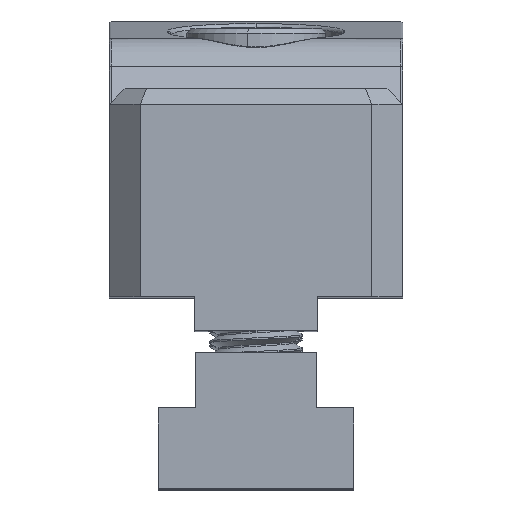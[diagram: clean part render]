
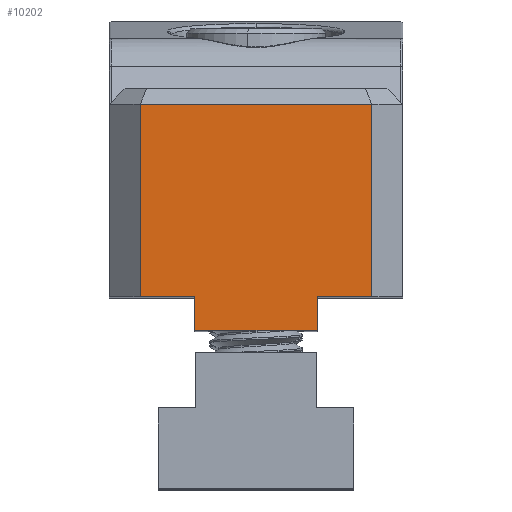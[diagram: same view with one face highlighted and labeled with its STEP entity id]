
A CAD part, top view. The second image highlights one B-rep face of the part: STEP entity #10202.
In plain terms, the highlighted planar face has unit normal (0, 0, 1).
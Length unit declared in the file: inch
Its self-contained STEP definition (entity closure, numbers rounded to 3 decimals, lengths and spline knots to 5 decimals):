
#11 = DIRECTION ( 'NONE',  ( 0., -1., 0. ) ) ;
#23 = VECTOR ( 'NONE', #9191, 39.37008 ) ;
#444 = CARTESIAN_POINT ( 'NONE',  ( 0.59127, 1.06299, 1.875 ) ) ;
#501 = CARTESIAN_POINT ( 'NONE',  ( 0., 0., 1.875 ) ) ;
#683 = VERTEX_POINT ( 'NONE', #5954 ) ;
#1452 = DIRECTION ( 'NONE',  ( -1., 0., 0. ) ) ;
#2005 = DIRECTION ( 'NONE',  ( 0., 1., 0. ) ) ;
#2016 = ORIENTED_EDGE ( 'NONE', *, *, #4248, .F. ) ;
#2094 = AXIS2_PLACEMENT_3D ( 'NONE', #501, #12894, #3627 ) ;
#2518 = LINE ( 'NONE', #444, #6128 ) ;
#2885 = VECTOR ( 'NONE', #1452, 39.37008 ) ;
#2987 = EDGE_CURVE ( 'NONE', #17085, #19312, #19738, .T. ) ;
#2988 = VECTOR ( 'NONE', #4769, 39.37008 ) ;
#3349 = LINE ( 'NONE', #4515, #2885 ) ;
#3627 = DIRECTION ( 'NONE',  ( -1., 0., 0. ) ) ;
#3686 = CARTESIAN_POINT ( 'NONE',  ( -0.3115, -0.17201, 1.875 ) ) ;
#3766 = EDGE_CURVE ( 'NONE', #10210, #18330, #7342, .T. ) ;
#3903 = VERTEX_POINT ( 'NONE', #3686 ) ;
#4248 = EDGE_CURVE ( 'NONE', #3903, #683, #14888, .T. ) ;
#4303 = CARTESIAN_POINT ( 'NONE',  ( 0.74875, 0., 1.875 ) ) ;
#4310 = ORIENTED_EDGE ( 'NONE', *, *, #7978, .T. ) ;
#4515 = CARTESIAN_POINT ( 'NONE',  ( -0.3115, 0., 1.875 ) ) ;
#4769 = DIRECTION ( 'NONE',  ( -1., 0., 0. ) ) ;
#5246 = ORIENTED_EDGE ( 'NONE', *, *, #2987, .F. ) ;
#5954 = CARTESIAN_POINT ( 'NONE',  ( -0.3115, 0., 1.875 ) ) ;
#5966 = VECTOR ( 'NONE', #11, 39.37008 ) ;
#6072 = CARTESIAN_POINT ( 'NONE',  ( -0.3115, -0.17201, 1.875 ) ) ;
#6128 = VECTOR ( 'NONE', #2005, 39.37008 ) ;
#6955 = EDGE_CURVE ( 'NONE', #8313, #3903, #19456, .T. ) ;
#7199 = CARTESIAN_POINT ( 'NONE',  ( 0.59127, 0., 1.875 ) ) ;
#7295 = LINE ( 'NONE', #18518, #23 ) ;
#7342 = LINE ( 'NONE', #14555, #8276 ) ;
#7936 = VERTEX_POINT ( 'NONE', #13782 ) ;
#7978 = EDGE_CURVE ( 'NONE', #18330, #7936, #7295, .T. ) ;
#8276 = VECTOR ( 'NONE', #16101, 39.37008 ) ;
#8313 = VERTEX_POINT ( 'NONE', #13558 ) ;
#8467 = FACE_OUTER_BOUND ( 'NONE', #15679, .T. ) ;
#8481 = CARTESIAN_POINT ( 'NONE',  ( 0.3115, 0., 1.875 ) ) ;
#9191 = DIRECTION ( 'NONE',  ( 0., -1., 0. ) ) ;
#9736 = ORIENTED_EDGE ( 'NONE', *, *, #13608, .F. ) ;
#10202 = ADVANCED_FACE ( 'NONE', ( #8467 ), #19059, .F. ) ;
#10210 = VERTEX_POINT ( 'NONE', #14404 ) ;
#10890 = CARTESIAN_POINT ( 'NONE',  ( 0.3115, -0.17201, 1.875 ) ) ;
#11284 = EDGE_CURVE ( 'NONE', #683, #7936, #3349, .T. ) ;
#11464 = VECTOR ( 'NONE', #13511, 39.37008 ) ;
#12334 = ORIENTED_EDGE ( 'NONE', *, *, #6955, .F. ) ;
#12894 = DIRECTION ( 'NONE',  ( 0., 0., -1. ) ) ;
#13511 = DIRECTION ( 'NONE',  ( -1., 0., 0. ) ) ;
#13558 = CARTESIAN_POINT ( 'NONE',  ( 0.3115, -0.17201, 1.875 ) ) ;
#13608 = EDGE_CURVE ( 'NONE', #19312, #8313, #14206, .T. ) ;
#13782 = CARTESIAN_POINT ( 'NONE',  ( -0.59127, 0., 1.875 ) ) ;
#14206 = LINE ( 'NONE', #18599, #5966 ) ;
#14348 = ORIENTED_EDGE ( 'NONE', *, *, #11284, .F. ) ;
#14380 = VECTOR ( 'NONE', #20047, 39.37008 ) ;
#14404 = CARTESIAN_POINT ( 'NONE',  ( 0.59127, 0.98299, 1.875 ) ) ;
#14533 = ORIENTED_EDGE ( 'NONE', *, *, #16290, .T. ) ;
#14555 = CARTESIAN_POINT ( 'NONE',  ( -0.59127, 0.98299, 1.875 ) ) ;
#14888 = LINE ( 'NONE', #6072, #14380 ) ;
#15679 = EDGE_LOOP ( 'NONE', ( #14533, #18655, #4310, #14348, #2016, #12334, #9736, #5246 ) ) ;
#16101 = DIRECTION ( 'NONE',  ( -1., 0., 0. ) ) ;
#16290 = EDGE_CURVE ( 'NONE', #17085, #10210, #2518, .T. ) ;
#17085 = VERTEX_POINT ( 'NONE', #7199 ) ;
#18330 = VERTEX_POINT ( 'NONE', #19056 ) ;
#18518 = CARTESIAN_POINT ( 'NONE',  ( -0.59127, 0., 1.875 ) ) ;
#18599 = CARTESIAN_POINT ( 'NONE',  ( 0.3115, 0., 1.875 ) ) ;
#18655 = ORIENTED_EDGE ( 'NONE', *, *, #3766, .T. ) ;
#19056 = CARTESIAN_POINT ( 'NONE',  ( -0.59127, 0.98299, 1.875 ) ) ;
#19059 = PLANE ( 'NONE',  #2094 ) ;
#19312 = VERTEX_POINT ( 'NONE', #8481 ) ;
#19456 = LINE ( 'NONE', #10890, #2988 ) ;
#19738 = LINE ( 'NONE', #4303, #11464 ) ;
#20047 = DIRECTION ( 'NONE',  ( 0., 1., 0. ) ) ;
